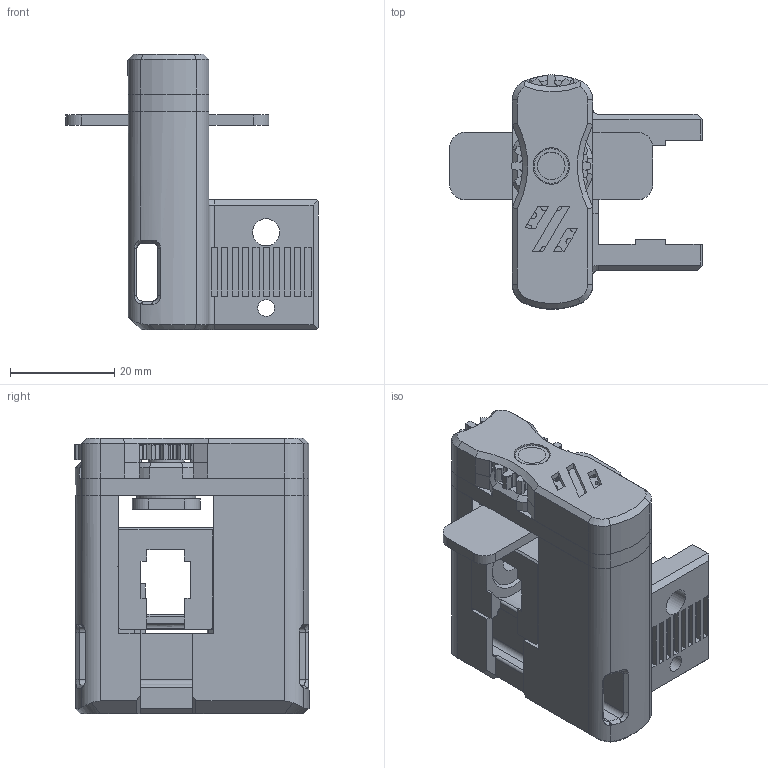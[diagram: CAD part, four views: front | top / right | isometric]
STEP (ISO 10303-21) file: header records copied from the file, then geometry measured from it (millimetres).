
FILE_DESCRIPTION(/* description */ (''),/* implementation_level */ '2;1');
FILE_NAME(/* name */ 'RamaIdlerClockworkCover.step',/* time_stamp */ '2023-05-19T19:05:28+01:00',/* author */ (''),/* organization */ (''),/* preprocessor_version */ 'ST-DEVELOPER v19.2',/* originating_system */ 'Autodesk Translation Framework v12.4.0.73',/* authorisation */ '');
FILE_SCHEMA (('AUTOMOTIVE_DESIGN { 1 0 10303 214 3 1 1 }'));
Length unit declared in the file: millimetre
Products named in the file (14): RamaGearedHex; Rama_Housing; Housing_Cover_x1; 14T_Control_Gear_x1; M3HexNut; F623-2RS Bearing; M3x8SHCS; HexNut_Tool_x1; [a]_Outer_Cover_x1; 10T_Spur_Gear_Hex_x2; M3x12SHCS; M3x30Hexhead; Rama_Idler; M3Washer
Assembly tree (17 placements, depth 2):
  RamaGearedHex
    Rama_Housing
    Housing_Cover_x1
    14T_Control_Gear_x1
    10T_Spur_Gear_Hex_x2  x2
    M3Washer  x3
    M3HexNut
    F623-2RS Bearing
    M3x8SHCS
    HexNut_Tool_x1
    [a]_Outer_Cover_x1
    M3x30Hexhead  x2
    M3x12SHCS
    Rama_Idler
Bounding box: 48.5 x 44.95 x 53 mm (x, y, z)
Volume: 31805.4 mm3; surface area: 22112.1 mm2
Topology: 17 solids, 18 shells, 1005 faces, 2686 edges, 1751 vertices
Faces by surface type: plane 558, cylinder 263, bspline 143, cone 37, torus 4
Full cylindrical faces by diameter (mm): 2 x4, 2.4 x4, 2.8 x1, 3 x6, 3.2 x2, 3.3 x4, 3.4 x4, 4 x3, 4.8 x2, 5 x2, 5.2 x2, 5.3 x3, 5.6 x1, 6.6 x1, 7 x4, 10 x2, 11.3 x1, 11.5 x2
Entity records: 31093 total; most frequent: CARTESIAN_POINT 8628, ORIENTED_EDGE 4766, DIRECTION 4281, EDGE_CURVE 2383, LINE 1569, VECTOR 1569, VERTEX_POINT 1551, AXIS2_PLACEMENT_3D 1356
